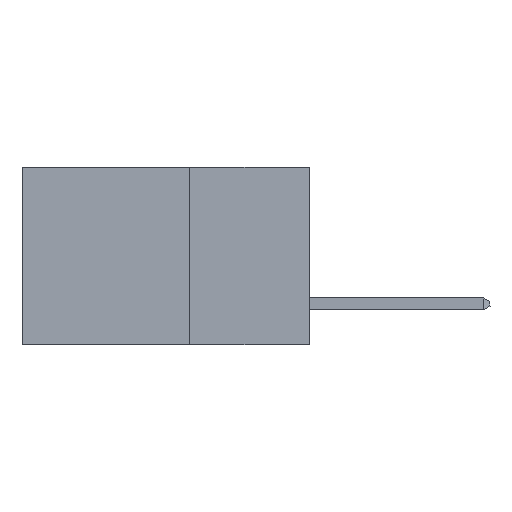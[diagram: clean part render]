
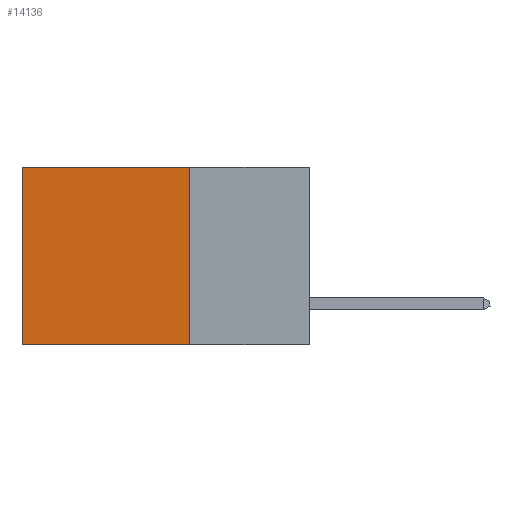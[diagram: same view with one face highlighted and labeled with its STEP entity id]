
A CAD part, left-side view. The second image highlights one B-rep face of the part: STEP entity #14136.
In plain terms, the highlighted planar face has unit normal (-1, 0, 0).
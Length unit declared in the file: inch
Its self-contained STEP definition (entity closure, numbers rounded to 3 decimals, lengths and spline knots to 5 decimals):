
#536 = EDGE_CURVE ( 'NONE', #3285, #2801, #16926, .T. ) ;
#1201 = LINE ( 'NONE', #9620, #4107 ) ;
#2119 = DIRECTION ( 'NONE',  ( 0., 0., -1. ) ) ;
#2267 = AXIS2_PLACEMENT_3D ( 'NONE', #3785, #3846, #13524 ) ;
#2274 = CARTESIAN_POINT ( 'NONE',  ( 0.2875, 0.25, -0.37 ) ) ;
#2309 = CARTESIAN_POINT ( 'NONE',  ( 0.2875, 0.25, -0.37 ) ) ;
#2801 = VERTEX_POINT ( 'NONE', #4025 ) ;
#2944 = ORIENTED_EDGE ( 'NONE', *, *, #4117, .T. ) ;
#3055 = VECTOR ( 'NONE', #17638, 39.37008 ) ;
#3285 = VERTEX_POINT ( 'NONE', #2274 ) ;
#3776 = VECTOR ( 'NONE', #2119, 39.37008 ) ;
#3785 = CARTESIAN_POINT ( 'NONE',  ( 0.2875, 0.25, 0. ) ) ;
#3846 = DIRECTION ( 'NONE',  ( 1., 0., 0. ) ) ;
#3887 = FACE_OUTER_BOUND ( 'NONE', #16822, .T. ) ;
#4025 = CARTESIAN_POINT ( 'NONE',  ( 0.2875, 0.6, -0.37 ) ) ;
#4107 = VECTOR ( 'NONE', #16519, 39.37008 ) ;
#4117 = EDGE_CURVE ( 'NONE', #12335, #2801, #1201, .T. ) ;
#4382 = ORIENTED_EDGE ( 'NONE', *, *, #15895, .F. ) ;
#4723 = DIRECTION ( 'NONE',  ( 0., 1., 0. ) ) ;
#4953 = CARTESIAN_POINT ( 'NONE',  ( 0.2875, 0.25, 0. ) ) ;
#5117 = VERTEX_POINT ( 'NONE', #17329 ) ;
#6671 = CARTESIAN_POINT ( 'NONE',  ( 0.2875, 0.25, 0. ) ) ;
#7031 = LINE ( 'NONE', #4953, #3776 ) ;
#9620 = CARTESIAN_POINT ( 'NONE',  ( 0.2875, 0.6, 0. ) ) ;
#10489 = CARTESIAN_POINT ( 'NONE',  ( 0.2875, 0.6, 0. ) ) ;
#12155 = PLANE ( 'NONE',  #2267 ) ;
#12335 = VERTEX_POINT ( 'NONE', #10489 ) ;
#12984 = EDGE_CURVE ( 'NONE', #5117, #12335, #14094, .T. ) ;
#13281 = VECTOR ( 'NONE', #4723, 39.37008 ) ;
#13524 = DIRECTION ( 'NONE',  ( 0., 0., -1. ) ) ;
#14094 = LINE ( 'NONE', #6671, #3055 ) ;
#14136 = ADVANCED_FACE ( 'NONE', ( #3887 ), #12155, .F. ) ;
#15871 = ORIENTED_EDGE ( 'NONE', *, *, #536, .F. ) ;
#15895 = EDGE_CURVE ( 'NONE', #5117, #3285, #7031, .T. ) ;
#16519 = DIRECTION ( 'NONE',  ( 0., 0., -1. ) ) ;
#16822 = EDGE_LOOP ( 'NONE', ( #2944, #15871, #4382, #17666 ) ) ;
#16926 = LINE ( 'NONE', #2309, #13281 ) ;
#17329 = CARTESIAN_POINT ( 'NONE',  ( 0.2875, 0.25, 0. ) ) ;
#17638 = DIRECTION ( 'NONE',  ( 0., 1., 0. ) ) ;
#17666 = ORIENTED_EDGE ( 'NONE', *, *, #12984, .T. ) ;
